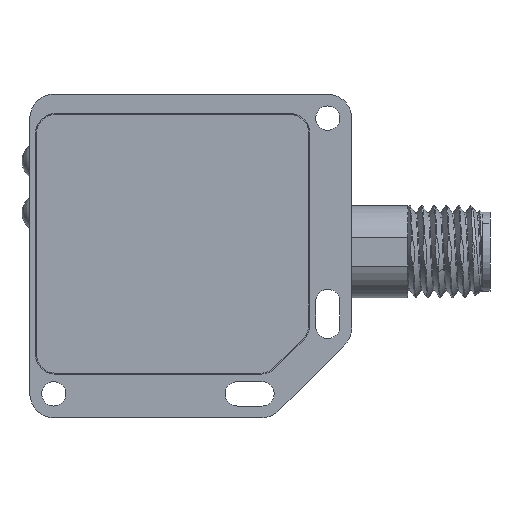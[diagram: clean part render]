
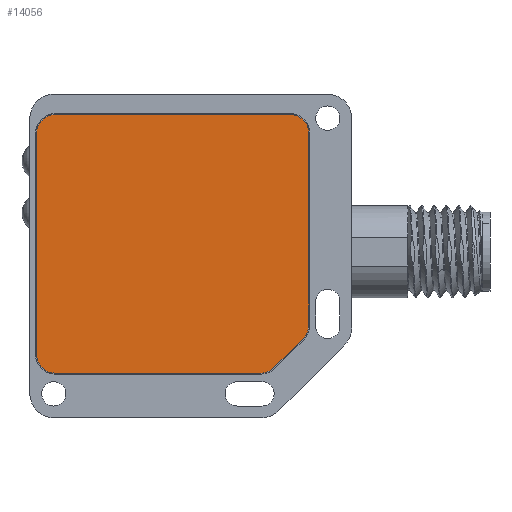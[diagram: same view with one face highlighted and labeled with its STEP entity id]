
A CAD part, left-side view. The second image highlights one B-rep face of the part: STEP entity #14056.
In plain terms, the highlighted face is planar.
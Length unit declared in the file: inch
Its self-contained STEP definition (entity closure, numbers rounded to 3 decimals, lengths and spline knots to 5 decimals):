
#13773=CARTESIAN_POINT('',(0.,-0.98365,0.03));
#13774=DIRECTION('',(0.,0.,-1.));
#13775=DIRECTION('',(1.,0.,0.));
#13776=AXIS2_PLACEMENT_3D('',#13773,#13774,#13775);
#13791=CARTESIAN_POINT('',(-0.15135,-1.135,0.03));
#13792=DIRECTION('',(0.,0.,-1.));
#13793=DIRECTION('',(0.707,-0.707,0.));
#13794=AXIS2_PLACEMENT_3D('',#13791,#13792,#13793);
#13796=DIRECTION('',(1.,0.,0.));
#13797=VECTOR('',#13796,1.05365);
#13798=CARTESIAN_POINT('',(-1.205,-1.23,0.03));
#13799=LINE('',#13798,#13797);
#13800=CARTESIAN_POINT('',(-1.205,-1.135,0.03));
#13801=DIRECTION('',(0.,0.,1.));
#13802=DIRECTION('',(-1.,0.,0.));
#13803=AXIS2_PLACEMENT_3D('',#13800,#13801,#13802);
#13805=DIRECTION('',(0.,-1.,0.));
#13806=VECTOR('',#13805,1.135);
#13807=CARTESIAN_POINT('',(-1.3,0.,0.03));
#13808=LINE('',#13807,#13806);
#13809=CARTESIAN_POINT('',(-1.205,0.,0.03));
#13810=DIRECTION('',(0.,0.,1.));
#13811=DIRECTION('',(0.,1.,0.));
#13812=AXIS2_PLACEMENT_3D('',#13809,#13810,#13811);
#13814=DIRECTION('',(-1.,0.,0.));
#13815=VECTOR('',#13814,1.205);
#13816=CARTESIAN_POINT('',(0.,0.095,0.03));
#13817=LINE('',#13816,#13815);
#13818=CARTESIAN_POINT('',(0.,0.,0.03));
#13819=DIRECTION('',(0.,0.,1.));
#13820=DIRECTION('',(1.,0.,0.));
#13821=AXIS2_PLACEMENT_3D('',#13818,#13819,#13820);
#13823=DIRECTION('',(0.,1.,0.));
#13824=VECTOR('',#13823,0.98365);
#13825=CARTESIAN_POINT('',(0.095,-0.98365,0.03));
#13826=LINE('',#13825,#13824);
#13827=DIRECTION('',(0.707,0.707,0.));
#13828=VECTOR('',#13827,0.21404);
#13829=CARTESIAN_POINT('',(-0.08418,-1.20218,0.03));
#13830=LINE('',#13829,#13828);
#13843=CARTESIAN_POINT('',(0.095,0.,0.03));
#13844=CARTESIAN_POINT('',(0.,0.095,0.03));
#13845=VERTEX_POINT('',#13843);
#13846=VERTEX_POINT('',#13844);
#13847=CARTESIAN_POINT('',(-1.205,0.095,0.03));
#13848=VERTEX_POINT('',#13847);
#13849=CARTESIAN_POINT('',(-1.3,0.,0.03));
#13850=VERTEX_POINT('',#13849);
#13851=CARTESIAN_POINT('',(-1.3,-1.135,0.03));
#13852=VERTEX_POINT('',#13851);
#13853=CARTESIAN_POINT('',(-1.205,-1.23,0.03));
#13854=VERTEX_POINT('',#13853);
#13856=CARTESIAN_POINT('',(0.095,-0.98365,0.03));
#13858=VERTEX_POINT('',#13856);
#13860=CARTESIAN_POINT('',(0.06718,-1.05082,0.03));
#13862=VERTEX_POINT('',#13860);
#13864=CARTESIAN_POINT('',(-0.08418,-1.20218,0.03));
#13866=VERTEX_POINT('',#13864);
#13868=CARTESIAN_POINT('',(-0.15135,-1.23,0.03));
#13870=VERTEX_POINT('',#13868);
#14039=CARTESIAN_POINT('',(0.,0.,0.03));
#14040=DIRECTION('',(0.,0.,1.));
#14041=DIRECTION('',(1.,0.,0.));
#14042=AXIS2_PLACEMENT_3D('',#14039,#14040,#14041);
#14043=PLANE('',#14042);
#14044=ORIENTED_EDGE('',*,*,#13907,.F.);
#14045=ORIENTED_EDGE('',*,*,#13922,.F.);
#14046=ORIENTED_EDGE('',*,*,#13936,.F.);
#14047=ORIENTED_EDGE('',*,*,#13950,.F.);
#14048=ORIENTED_EDGE('',*,*,#13964,.F.);
#14049=ORIENTED_EDGE('',*,*,#13978,.F.);
#14050=ORIENTED_EDGE('',*,*,#13992,.F.);
#14051=ORIENTED_EDGE('',*,*,#14007,.T.);
#14052=ORIENTED_EDGE('',*,*,#14020,.F.);
#14053=ORIENTED_EDGE('',*,*,#14034,.T.);
#14054=EDGE_LOOP('',(#14044,#14045,#14046,#14047,#14048,#14049,#14050,#14051,
#14052,#14053));
#14055=FACE_OUTER_BOUND('',#14054,.F.);
#14056=ADVANCED_FACE('',(#14055),#14043,.T.);
#13777=CIRCLE('',#13776,0.095);
#13795=CIRCLE('',#13794,0.095);
#13804=CIRCLE('',#13803,0.095);
#13813=CIRCLE('',#13812,0.095);
#13822=CIRCLE('',#13821,0.095);
#13907=EDGE_CURVE('',#13854,#13870,#13799,.T.);
#13922=EDGE_CURVE('',#13852,#13854,#13804,.T.);
#13936=EDGE_CURVE('',#13850,#13852,#13808,.T.);
#13950=EDGE_CURVE('',#13848,#13850,#13813,.T.);
#13964=EDGE_CURVE('',#13846,#13848,#13817,.T.);
#13978=EDGE_CURVE('',#13845,#13846,#13822,.T.);
#13992=EDGE_CURVE('',#13858,#13845,#13826,.T.);
#14007=EDGE_CURVE('',#13858,#13862,#13777,.T.);
#14020=EDGE_CURVE('',#13866,#13862,#13830,.T.);
#14034=EDGE_CURVE('',#13866,#13870,#13795,.T.);
